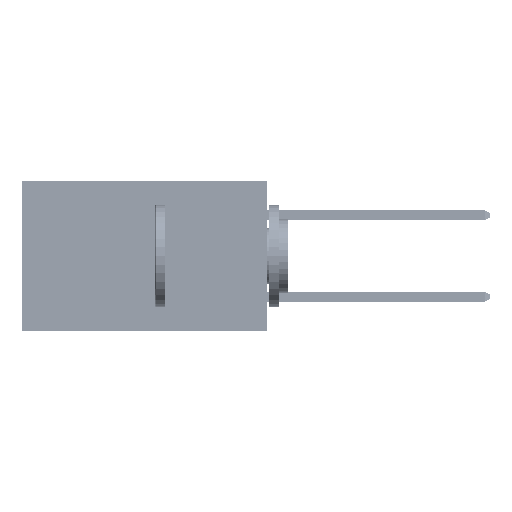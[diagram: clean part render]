
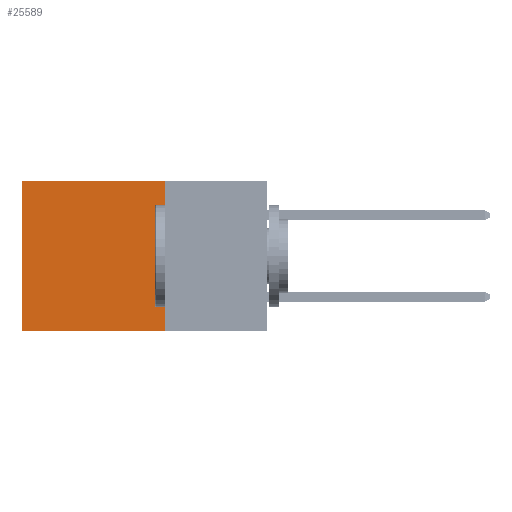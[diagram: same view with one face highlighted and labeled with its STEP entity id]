
A CAD part, left-side view. The second image highlights one B-rep face of the part: STEP entity #25589.
In plain terms, the highlighted planar face has unit normal (-1, 0, 0).
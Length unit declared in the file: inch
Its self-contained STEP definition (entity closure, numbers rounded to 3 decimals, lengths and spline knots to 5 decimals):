
#3811 = DIRECTION ( 'NONE',  ( 0., 0., -1. ) ) ;
#5446 = CARTESIAN_POINT ( 'NONE',  ( 0.2875, 0.25, 0. ) ) ;
#5755 = CARTESIAN_POINT ( 'NONE',  ( 0.2875, 0.6, -0.37 ) ) ;
#5765 = EDGE_LOOP ( 'NONE', ( #30948, #15394, #40575, #33566 ) ) ;
#11080 = FACE_OUTER_BOUND ( 'NONE', #5765, .T. ) ;
#12722 = VECTOR ( 'NONE', #23831, 39.37008 ) ;
#15394 = ORIENTED_EDGE ( 'NONE', *, *, #33628, .F. ) ;
#17576 = AXIS2_PLACEMENT_3D ( 'NONE', #43257, #39604, #3811 ) ;
#17969 = VECTOR ( 'NONE', #36554, 39.37008 ) ;
#19978 = CARTESIAN_POINT ( 'NONE',  ( 0.2875, 0.25, 0. ) ) ;
#20865 = DIRECTION ( 'NONE',  ( 0., 0., -1. ) ) ;
#23831 = DIRECTION ( 'NONE',  ( 0., 1., 0. ) ) ;
#25063 = EDGE_CURVE ( 'NONE', #34439, #35056, #46432, .T. ) ;
#25136 = LINE ( 'NONE', #38884, #12722 ) ;
#25589 = ADVANCED_FACE ( 'NONE', ( #11080 ), #31657, .F. ) ;
#28068 = CARTESIAN_POINT ( 'NONE',  ( 0.2875, 0.25, 0. ) ) ;
#28606 = DIRECTION ( 'NONE',  ( 0., 0., -1. ) ) ;
#30948 = ORIENTED_EDGE ( 'NONE', *, *, #38848, .T. ) ;
#31657 = PLANE ( 'NONE',  #17576 ) ;
#32429 = CARTESIAN_POINT ( 'NONE',  ( 0.2875, 0.6, 0. ) ) ;
#33566 = ORIENTED_EDGE ( 'NONE', *, *, #25063, .T. ) ;
#33628 = EDGE_CURVE ( 'NONE', #35322, #43049, #25136, .T. ) ;
#33748 = LINE ( 'NONE', #5446, #41174 ) ;
#34439 = VERTEX_POINT ( 'NONE', #19978 ) ;
#35056 = VERTEX_POINT ( 'NONE', #43610 ) ;
#35322 = VERTEX_POINT ( 'NONE', #40458 ) ;
#36554 = DIRECTION ( 'NONE',  ( 0., 1., 0. ) ) ;
#38848 = EDGE_CURVE ( 'NONE', #35056, #43049, #44936, .T. ) ;
#38884 = CARTESIAN_POINT ( 'NONE',  ( 0.2875, 0.25, -0.37 ) ) ;
#38990 = EDGE_CURVE ( 'NONE', #34439, #35322, #33748, .T. ) ;
#39604 = DIRECTION ( 'NONE',  ( 1., 0., 0. ) ) ;
#40458 = CARTESIAN_POINT ( 'NONE',  ( 0.2875, 0.25, -0.37 ) ) ;
#40575 = ORIENTED_EDGE ( 'NONE', *, *, #38990, .F. ) ;
#41174 = VECTOR ( 'NONE', #20865, 39.37008 ) ;
#43049 = VERTEX_POINT ( 'NONE', #5755 ) ;
#43257 = CARTESIAN_POINT ( 'NONE',  ( 0.2875, 0.25, 0. ) ) ;
#43610 = CARTESIAN_POINT ( 'NONE',  ( 0.2875, 0.6, 0. ) ) ;
#44936 = LINE ( 'NONE', #32429, #48039 ) ;
#46432 = LINE ( 'NONE', #28068, #17969 ) ;
#48039 = VECTOR ( 'NONE', #28606, 39.37008 ) ;
